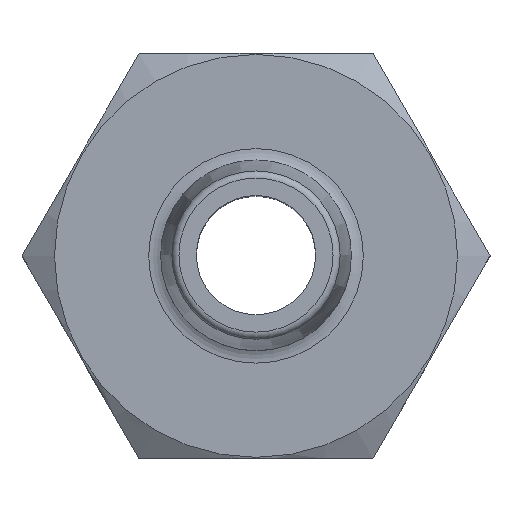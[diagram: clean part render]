
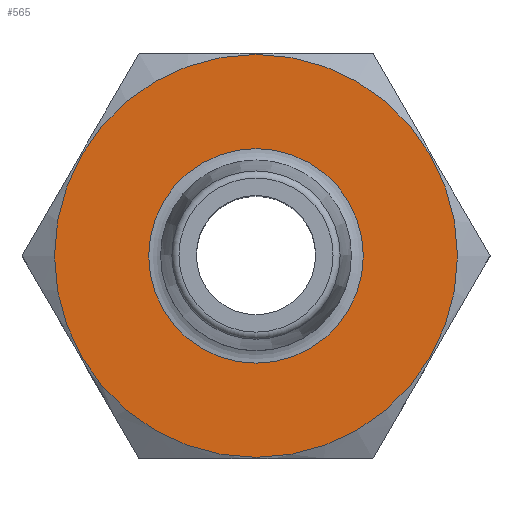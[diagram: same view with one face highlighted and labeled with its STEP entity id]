
A CAD part, top view. The second image highlights one B-rep face of the part: STEP entity #565.
In plain terms, the highlighted planar face has unit normal (0, 0, 1).
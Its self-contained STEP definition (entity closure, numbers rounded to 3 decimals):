
#74=ORIENTED_EDGE('',*,*,#148,.T.);
#75=ORIENTED_EDGE('',*,*,#149,.T.);
#148=EDGE_CURVE('',#188,#188,#222,.T.);
#149=EDGE_CURVE('',#189,#189,#223,.T.);
#188=VERTEX_POINT('',#779);
#189=VERTEX_POINT('',#781);
#222=CIRCLE('',#608,4.5);
#223=CIRCLE('',#609,8.45);
#250=EDGE_LOOP('',(#74));
#251=EDGE_LOOP('',(#75));
#302=FACE_BOUND('',#250,.T.);
#303=FACE_BOUND('',#251,.T.);
#343=PLANE('',#607);
#565=ADVANCED_FACE('',(#302,#303),#343,.F.);
#607=AXIS2_PLACEMENT_3D('',#777,#675,#676);
#608=AXIS2_PLACEMENT_3D('',#778,#677,#678);
#609=AXIS2_PLACEMENT_3D('',#780,#679,#680);
#675=DIRECTION('',(0.,0.,-1.));
#676=DIRECTION('',(-1.,0.,0.));
#677=DIRECTION('',(0.,0.,-1.));
#678=DIRECTION('',(-1.,0.,0.));
#679=DIRECTION('',(0.,0.,1.));
#680=DIRECTION('',(1.,0.,0.));
#777=CARTESIAN_POINT('',(0.,0.,-19.));
#778=CARTESIAN_POINT('',(0.,0.,-19.));
#779=CARTESIAN_POINT('',(-4.5,0.,-19.));
#780=CARTESIAN_POINT('',(0.,0.,-19.));
#781=CARTESIAN_POINT('',(8.45,0.,-19.));
